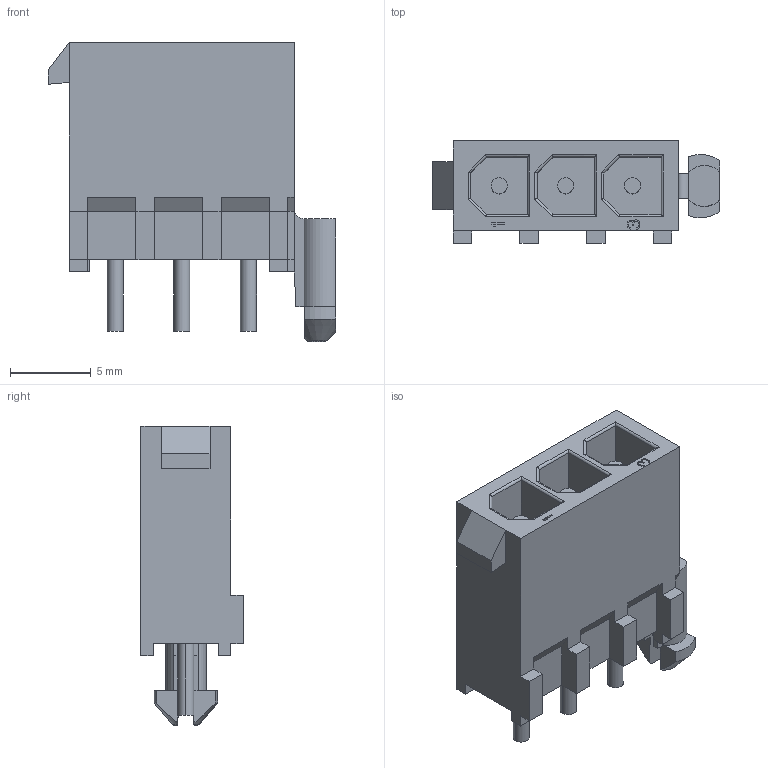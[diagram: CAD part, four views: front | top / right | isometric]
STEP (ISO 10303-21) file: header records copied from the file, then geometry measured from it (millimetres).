
FILE_DESCRIPTION((''),'2;1');
FILE_NAME('C-1-770873-1','2017-04-28T',('workeradm'),('Tyco Electronics Ltd.'),'CREO PARAMETRIC BY PTC INC, 2016050','CREO PARAMETRIC BY PTC INC, 2016050','');
FILE_SCHEMA(('AUTOMOTIVE_DESIGN { 1 0 10303 214 1 1 1 1 }'));
Length unit declared in the file: millimetre
Products named in the file (1): C-1-770873-1
Bounding box: 17.83 x 6.35 x 18.57 mm (x, y, z)
Volume: 785.3 mm3; surface area: 1312.7 mm2
Topology: 1 solids, 1 shells, 199 faces, 533 edges, 347 vertices
Faces by surface type: plane 159, cylinder 36, cone 2, torus 2
Entity records: 6258 total; most frequent: CARTESIAN_POINT 1269, ORIENTED_EDGE 1066, DIRECTION 942, EDGE_CURVE 533, VECTOR 458, LINE 458, VERTEX_POINT 347, AXIS2_PLACEMENT_3D 242
